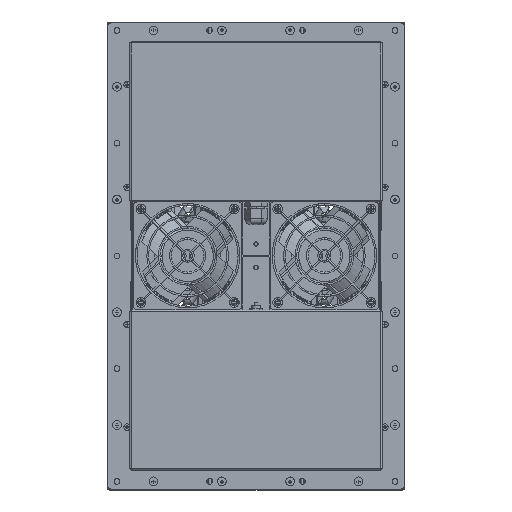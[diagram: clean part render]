
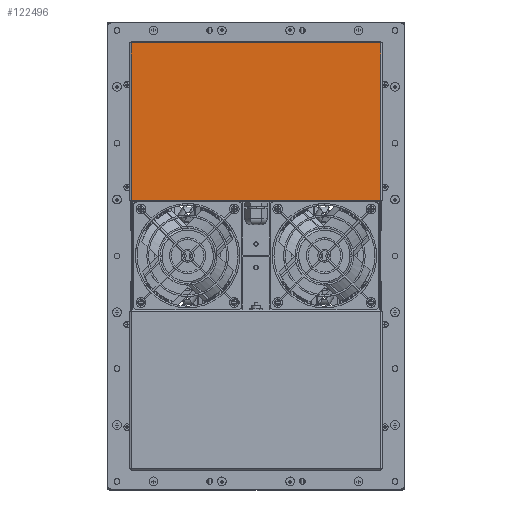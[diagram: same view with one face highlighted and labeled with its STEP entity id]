
A CAD part, top view. The second image highlights one B-rep face of the part: STEP entity #122496.
In plain terms, the highlighted planar face has unit normal (0, 0, 1).
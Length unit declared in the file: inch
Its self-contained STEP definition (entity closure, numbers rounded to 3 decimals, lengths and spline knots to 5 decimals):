
#1375 = VERTEX_POINT ( 'NONE', #76733 ) ;
#1627 = DIRECTION ( 'NONE',  ( 1., 0., 0. ) ) ;
#3688 = VERTEX_POINT ( 'NONE', #58803 ) ;
#5876 = VERTEX_POINT ( 'NONE', #76974 ) ;
#6038 = VECTOR ( 'NONE', #6120, 39.37008 ) ;
#6120 = DIRECTION ( 'NONE',  ( -1., 0., 0. ) ) ;
#7835 = ORIENTED_EDGE ( 'NONE', *, *, #105123, .T. ) ;
#11804 = CARTESIAN_POINT ( 'NONE',  ( 20.73777, -3.2077, 5.20636 ) ) ;
#12154 = FACE_OUTER_BOUND ( 'NONE', #63554, .T. ) ;
#13854 = CARTESIAN_POINT ( 'NONE',  ( 20.74773, 3.6824, 5.20636 ) ) ;
#15696 = ORIENTED_EDGE ( 'NONE', *, *, #104184, .T. ) ;
#17068 = LINE ( 'NONE', #85746, #40982 ) ;
#17189 = VECTOR ( 'NONE', #112423, 39.37008 ) ;
#19466 = CARTESIAN_POINT ( 'NONE',  ( 20.73777, -3.2077, 5.20636 ) ) ;
#20256 = LINE ( 'NONE', #45511, #44151 ) ;
#20369 = LINE ( 'NONE', #11804, #17189 ) ;
#25753 = ORIENTED_EDGE ( 'NONE', *, *, #104378, .T. ) ;
#33194 = CARTESIAN_POINT ( 'NONE',  ( 20.73777, -3.2077, 5.20636 ) ) ;
#33228 = LINE ( 'NONE', #96501, #6038 ) ;
#35222 = ORIENTED_EDGE ( 'NONE', *, *, #103579, .T. ) ;
#40982 = VECTOR ( 'NONE', #95743, 39.37008 ) ;
#42694 = CARTESIAN_POINT ( 'NONE',  ( 9.79673, 3.6824, 5.20636 ) ) ;
#44151 = VECTOR ( 'NONE', #65341, 39.37008 ) ;
#45058 = CARTESIAN_POINT ( 'NONE',  ( 9.79673, -3.2702, 5.20636 ) ) ;
#45511 = CARTESIAN_POINT ( 'NONE',  ( 20.73777, 3.6824, 5.20636 ) ) ;
#46313 = DIRECTION ( 'NONE',  ( 0., 0., 1. ) ) ;
#47588 = ORIENTED_EDGE ( 'NONE', *, *, #105099, .T. ) ;
#49724 = VERTEX_POINT ( 'NONE', #42694 ) ;
#50727 = LINE ( 'NONE', #19466, #123587 ) ;
#56166 = DIRECTION ( 'NONE',  ( 0., 1., 0. ) ) ;
#57501 = CARTESIAN_POINT ( 'NONE',  ( 20.74773, -3.2702, 5.20636 ) ) ;
#58803 = CARTESIAN_POINT ( 'NONE',  ( 9.8067, -3.2077, 5.20636 ) ) ;
#59531 = CARTESIAN_POINT ( 'NONE',  ( 20.73777, -3.2077, 5.20636 ) ) ;
#63554 = EDGE_LOOP ( 'NONE', ( #94507, #7835, #47588, #25753, #123395, #119162, #35222, #15696 ) ) ;
#65295 = AXIS2_PLACEMENT_3D ( 'NONE', #105994, #46313, #116006 ) ;
#65341 = DIRECTION ( 'NONE',  ( -1., 0., 0. ) ) ;
#70888 = LINE ( 'NONE', #45058, #120488 ) ;
#76067 = VERTEX_POINT ( 'NONE', #101468 ) ;
#76733 = CARTESIAN_POINT ( 'NONE',  ( 20.73777, 3.6824, 5.20636 ) ) ;
#76974 = CARTESIAN_POINT ( 'NONE',  ( 20.74773, -3.2077, 5.20636 ) ) ;
#79732 = VERTEX_POINT ( 'NONE', #33194 ) ;
#84526 = VERTEX_POINT ( 'NONE', #13854 ) ;
#85746 = CARTESIAN_POINT ( 'NONE',  ( 20.73777, 3.6824, 5.20636 ) ) ;
#89559 = DIRECTION ( 'NONE',  ( -1., 0., 0. ) ) ;
#93131 = VERTEX_POINT ( 'NONE', #97150 ) ;
#94507 = ORIENTED_EDGE ( 'NONE', *, *, #105146, .T. ) ;
#95056 = VECTOR ( 'NONE', #89559, 39.37008 ) ;
#95315 = DIRECTION ( 'NONE',  ( 0., -1., 0. ) ) ;
#95743 = DIRECTION ( 'NONE',  ( -1., 0., 0. ) ) ;
#96073 = PLANE ( 'NONE',  #65295 ) ;
#96501 = CARTESIAN_POINT ( 'NONE',  ( 20.73777, 3.6824, 5.20636 ) ) ;
#97150 = CARTESIAN_POINT ( 'NONE',  ( 9.79673, -3.2077, 5.20636 ) ) ;
#99120 = EDGE_CURVE ( 'NONE', #79732, #3688, #121274, .T. ) ;
#101468 = CARTESIAN_POINT ( 'NONE',  ( 9.8067, 3.6824, 5.20636 ) ) ;
#103579 = EDGE_CURVE ( 'NONE', #5876, #84526, #129781, .T. ) ;
#104184 = EDGE_CURVE ( 'NONE', #84526, #1375, #33228, .T. ) ;
#104365 = EDGE_CURVE ( 'NONE', #79732, #5876, #50727, .T. ) ;
#104378 = EDGE_CURVE ( 'NONE', #93131, #3688, #20369, .T. ) ;
#105099 = EDGE_CURVE ( 'NONE', #49724, #93131, #70888, .T. ) ;
#105123 = EDGE_CURVE ( 'NONE', #76067, #49724, #20256, .T. ) ;
#105146 = EDGE_CURVE ( 'NONE', #1375, #76067, #17068, .T. ) ;
#105994 = CARTESIAN_POINT ( 'NONE',  ( 20.73777, -3.2702, 5.20636 ) ) ;
#112423 = DIRECTION ( 'NONE',  ( 1., 0., 0. ) ) ;
#116006 = DIRECTION ( 'NONE',  ( 1., 0., 0. ) ) ;
#119162 = ORIENTED_EDGE ( 'NONE', *, *, #104365, .T. ) ;
#120488 = VECTOR ( 'NONE', #95315, 39.37008 ) ;
#121274 = LINE ( 'NONE', #59531, #95056 ) ;
#122496 = ADVANCED_FACE ( 'NONE', ( #12154 ), #96073, .T. ) ;
#123395 = ORIENTED_EDGE ( 'NONE', *, *, #99120, .F. ) ;
#123587 = VECTOR ( 'NONE', #1627, 39.37008 ) ;
#126725 = VECTOR ( 'NONE', #56166, 39.37008 ) ;
#129781 = LINE ( 'NONE', #57501, #126725 ) ;
